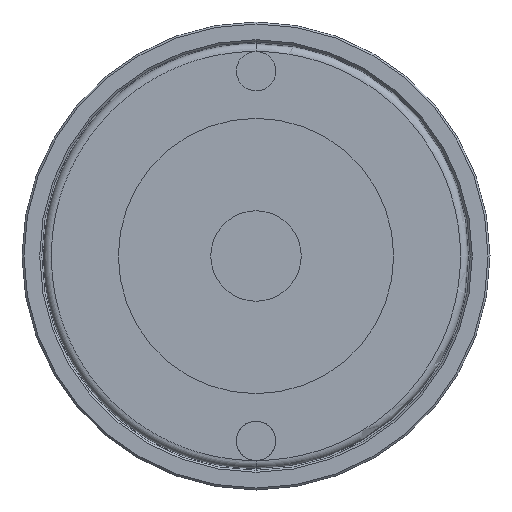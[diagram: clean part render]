
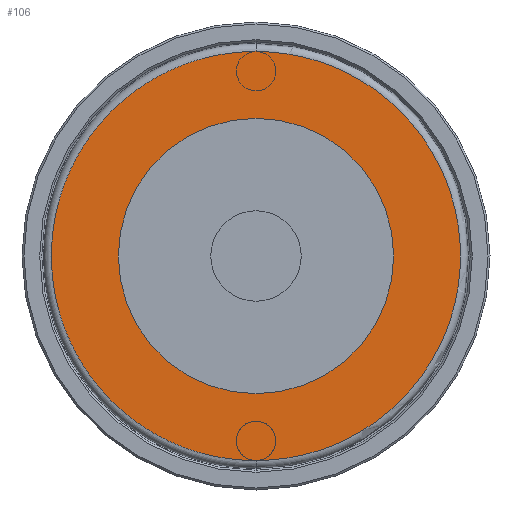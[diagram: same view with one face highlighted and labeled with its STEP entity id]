
A CAD part, front view. The second image highlights one B-rep face of the part: STEP entity #106.
In plain terms, the highlighted planar face has unit normal (0, -1, 0).
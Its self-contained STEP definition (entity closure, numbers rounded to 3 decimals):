
#97 = DIRECTION ( 'NONE',  ( 0., -1., 0. ) ) ;
#106 = ADVANCED_FACE ( 'NONE', ( #1593, #1616 ), #411, .T. ) ;
#123 = AXIS2_PLACEMENT_3D ( 'NONE', #1075, #97, #1235 ) ;
#139 = DIRECTION ( 'NONE',  ( 0., 0., -1. ) ) ;
#194 = VERTEX_POINT ( 'NONE', #1013 ) ;
#255 = EDGE_LOOP ( 'NONE', ( #272, #1632 ) ) ;
#272 = ORIENTED_EDGE ( 'NONE', *, *, #1417, .T. ) ;
#314 = AXIS2_PLACEMENT_3D ( 'NONE', #745, #569, #469 ) ;
#392 = CARTESIAN_POINT ( 'NONE',  ( 59.5, 5., 0. ) ) ;
#411 = PLANE ( 'NONE',  #314 ) ;
#469 = DIRECTION ( 'NONE',  ( 0., 0., -1. ) ) ;
#482 = ORIENTED_EDGE ( 'NONE', *, *, #898, .T. ) ;
#568 = DIRECTION ( 'NONE',  ( 0., 0., -1. ) ) ;
#569 = DIRECTION ( 'NONE',  ( 0., -1., 0. ) ) ;
#599 = ORIENTED_EDGE ( 'NONE', *, *, #1790, .T. ) ;
#708 = CARTESIAN_POINT ( 'NONE',  ( 59.5, 5., 54. ) ) ;
#732 = AXIS2_PLACEMENT_3D ( 'NONE', #861, #1879, #1020 ) ;
#745 = CARTESIAN_POINT ( 'NONE',  ( 5., 5., 0. ) ) ;
#776 = VERTEX_POINT ( 'NONE', #1724 ) ;
#856 = CIRCLE ( 'NONE', #732, 54. ) ;
#861 = CARTESIAN_POINT ( 'NONE',  ( 59.5, 5., 0. ) ) ;
#889 = CIRCLE ( 'NONE', #1750, 8. ) ;
#898 = EDGE_CURVE ( 'NONE', #776, #194, #1953, .T. ) ;
#991 = EDGE_LOOP ( 'NONE', ( #599, #482 ) ) ;
#1013 = CARTESIAN_POINT ( 'NONE',  ( 59.5, 5., -8. ) ) ;
#1020 = DIRECTION ( 'NONE',  ( 0., 0., -1. ) ) ;
#1048 = EDGE_CURVE ( 'NONE', #1987, #1184, #1113, .T. ) ;
#1075 = CARTESIAN_POINT ( 'NONE',  ( 59.5, 5., 0. ) ) ;
#1113 = CIRCLE ( 'NONE', #123, 54. ) ;
#1123 = DIRECTION ( 'NONE',  ( 0., 1., 0. ) ) ;
#1184 = VERTEX_POINT ( 'NONE', #1265 ) ;
#1235 = DIRECTION ( 'NONE',  ( 0., 0., -1. ) ) ;
#1265 = CARTESIAN_POINT ( 'NONE',  ( 59.5, 5., -54. ) ) ;
#1417 = EDGE_CURVE ( 'NONE', #1184, #1987, #856, .T. ) ;
#1489 = DIRECTION ( 'NONE',  ( 0., 1., 0. ) ) ;
#1593 = FACE_OUTER_BOUND ( 'NONE', #255, .T. ) ;
#1616 = FACE_BOUND ( 'NONE', #991, .T. ) ;
#1632 = ORIENTED_EDGE ( 'NONE', *, *, #1048, .T. ) ;
#1724 = CARTESIAN_POINT ( 'NONE',  ( 59.5, 5., 8. ) ) ;
#1750 = AXIS2_PLACEMENT_3D ( 'NONE', #1974, #1123, #139 ) ;
#1766 = AXIS2_PLACEMENT_3D ( 'NONE', #392, #1489, #568 ) ;
#1790 = EDGE_CURVE ( 'NONE', #194, #776, #889, .T. ) ;
#1879 = DIRECTION ( 'NONE',  ( 0., -1., 0. ) ) ;
#1953 = CIRCLE ( 'NONE', #1766, 8. ) ;
#1974 = CARTESIAN_POINT ( 'NONE',  ( 59.5, 5., 0. ) ) ;
#1987 = VERTEX_POINT ( 'NONE', #708 ) ;
